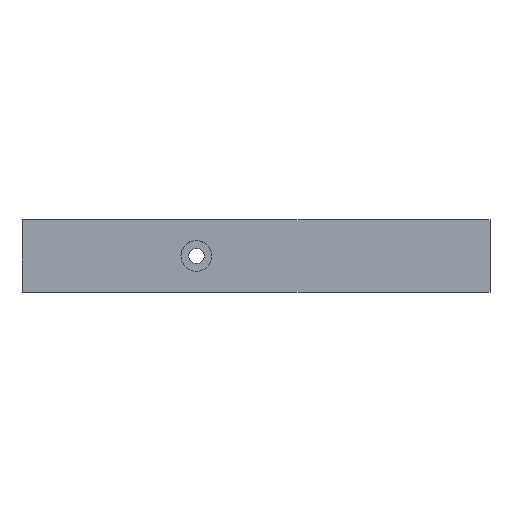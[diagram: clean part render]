
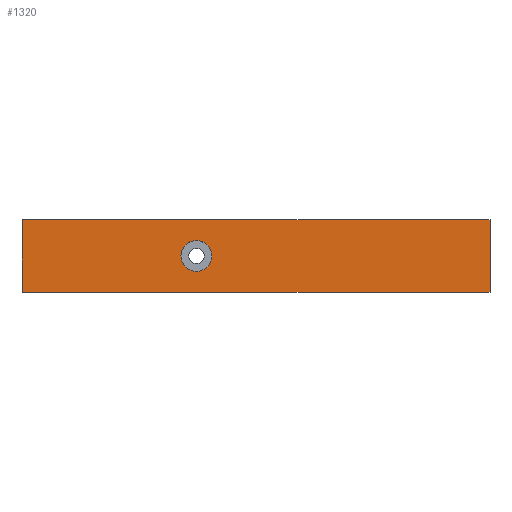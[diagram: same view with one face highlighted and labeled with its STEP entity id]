
A CAD part, top view. The second image highlights one B-rep face of the part: STEP entity #1320.
In plain terms, the highlighted planar face has unit normal (0, 0, 1).
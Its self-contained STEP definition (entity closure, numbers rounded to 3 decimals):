
#32 = DIRECTION ( 'NONE',  ( 0., 0., 1. ) ) ;
#65 = CARTESIAN_POINT ( 'NONE',  ( -22.55, 4.7, 1. ) ) ;
#68 = DIRECTION ( 'NONE',  ( 1., 0., 0. ) ) ;
#70 = DIRECTION ( 'NONE',  ( 0., 0., 1. ) ) ;
#86 = ORIENTED_EDGE ( 'NONE', *, *, #238, .F. ) ;
#140 = CARTESIAN_POINT ( 'NONE',  ( -16.66, -4.7, 1. ) ) ;
#143 = LINE ( 'NONE', #1003, #689 ) ;
#154 = AXIS2_PLACEMENT_3D ( 'NONE', #1341, #641, #68 ) ;
#212 = EDGE_CURVE ( 'NONE', #443, #627, #1402, .T. ) ;
#238 = EDGE_CURVE ( 'NONE', #1330, #480, #422, .T. ) ;
#260 = EDGE_LOOP ( 'NONE', ( #460, #851, #451, #412 ) ) ;
#283 = CARTESIAN_POINT ( 'NONE',  ( 0., 0., 1. ) ) ;
#289 = CARTESIAN_POINT ( 'NONE',  ( -16.55, 4.7, 1. ) ) ;
#324 = ORIENTED_EDGE ( 'NONE', *, *, #448, .F. ) ;
#383 = VECTOR ( 'NONE', #411, 1000. ) ;
#388 = EDGE_CURVE ( 'NONE', #1001, #1031, #692, .T. ) ;
#393 = EDGE_LOOP ( 'NONE', ( #324, #86 ) ) ;
#403 = CARTESIAN_POINT ( 'NONE',  ( 37.95, 4.7, 1. ) ) ;
#411 = DIRECTION ( 'NONE',  ( -1., 0., 0. ) ) ;
#412 = ORIENTED_EDGE ( 'NONE', *, *, #1324, .T. ) ;
#422 = CIRCLE ( 'NONE', #930, 2. ) ;
#443 = VERTEX_POINT ( 'NONE', #1116 ) ;
#448 = EDGE_CURVE ( 'NONE', #480, #1330, #612, .T. ) ;
#451 = ORIENTED_EDGE ( 'NONE', *, *, #388, .T. ) ;
#460 = ORIENTED_EDGE ( 'NONE', *, *, #212, .T. ) ;
#480 = VERTEX_POINT ( 'NONE', #611 ) ;
#491 = DIRECTION ( 'NONE',  ( 1., 0., 0. ) ) ;
#534 = CARTESIAN_POINT ( 'NONE',  ( -22.55, 4.7, 1. ) ) ;
#557 = EDGE_CURVE ( 'NONE', #627, #1001, #143, .T. ) ;
#611 = CARTESIAN_POINT ( 'NONE',  ( -2., 0., 1. ) ) ;
#612 = CIRCLE ( 'NONE', #980, 2. ) ;
#627 = VERTEX_POINT ( 'NONE', #714 ) ;
#641 = DIRECTION ( 'NONE',  ( 0., 0., 1. ) ) ;
#689 = VECTOR ( 'NONE', #793, 1000. ) ;
#692 = LINE ( 'NONE', #289, #383 ) ;
#714 = CARTESIAN_POINT ( 'NONE',  ( 37.95, -4.7, 1. ) ) ;
#717 = DIRECTION ( 'NONE',  ( 1., 0., 0. ) ) ;
#793 = DIRECTION ( 'NONE',  ( 0., 1., 0. ) ) ;
#807 = DIRECTION ( 'NONE',  ( 0., -1., 0. ) ) ;
#842 = VECTOR ( 'NONE', #717, 1000. ) ;
#851 = ORIENTED_EDGE ( 'NONE', *, *, #557, .T. ) ;
#881 = DIRECTION ( 'NONE',  ( 1., 0., 0. ) ) ;
#930 = AXIS2_PLACEMENT_3D ( 'NONE', #1088, #32, #491 ) ;
#980 = AXIS2_PLACEMENT_3D ( 'NONE', #283, #70, #881 ) ;
#1001 = VERTEX_POINT ( 'NONE', #403 ) ;
#1003 = CARTESIAN_POINT ( 'NONE',  ( 37.95, -4.7, 1. ) ) ;
#1024 = FACE_BOUND ( 'NONE', #393, .T. ) ;
#1031 = VERTEX_POINT ( 'NONE', #65 ) ;
#1058 = VECTOR ( 'NONE', #807, 1000. ) ;
#1088 = CARTESIAN_POINT ( 'NONE',  ( 0., 0., 1. ) ) ;
#1109 = PLANE ( 'NONE',  #154 ) ;
#1116 = CARTESIAN_POINT ( 'NONE',  ( -22.55, -4.7, 1. ) ) ;
#1146 = CARTESIAN_POINT ( 'NONE',  ( 2., 0., 1. ) ) ;
#1153 = LINE ( 'NONE', #534, #1058 ) ;
#1204 = FACE_OUTER_BOUND ( 'NONE', #260, .T. ) ;
#1320 = ADVANCED_FACE ( 'NONE', ( #1204, #1024 ), #1109, .T. ) ;
#1324 = EDGE_CURVE ( 'NONE', #1031, #443, #1153, .T. ) ;
#1330 = VERTEX_POINT ( 'NONE', #1146 ) ;
#1341 = CARTESIAN_POINT ( 'NONE',  ( 0., 0., 1. ) ) ;
#1402 = LINE ( 'NONE', #140, #842 ) ;
